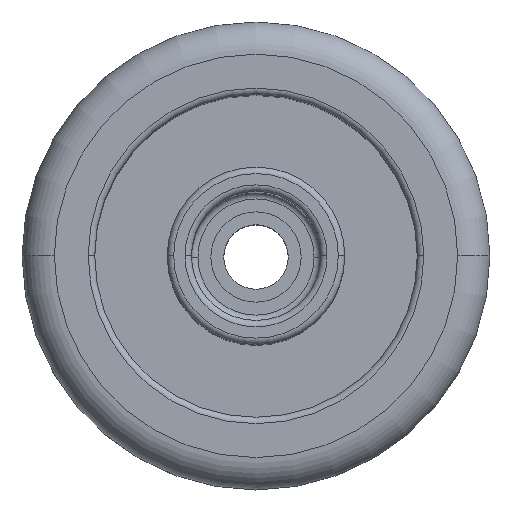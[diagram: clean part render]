
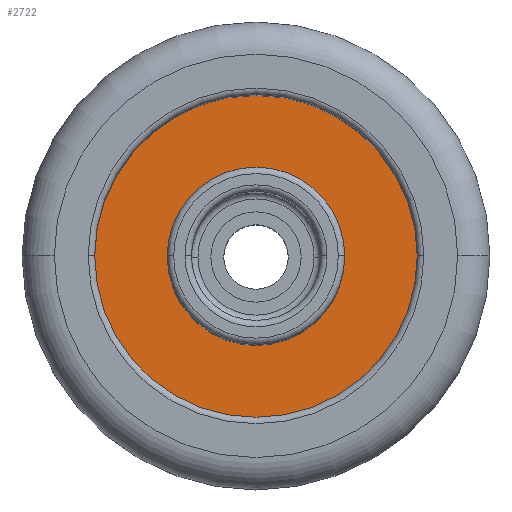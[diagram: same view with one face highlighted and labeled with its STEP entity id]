
A CAD part, top view. The second image highlights one B-rep face of the part: STEP entity #2722.
In plain terms, the highlighted planar face has unit normal (0, 0, 1).
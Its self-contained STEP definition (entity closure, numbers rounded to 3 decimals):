
#10 = CARTESIAN_POINT ( 'NONE',  ( 0., 0., -12. ) ) ;
#51 = AXIS2_PLACEMENT_3D ( 'NONE', #2709, #2702, #2693 ) ;
#53 = AXIS2_PLACEMENT_3D ( 'NONE', #2754, #2751, #2744 ) ;
#228 = AXIS2_PLACEMENT_3D ( 'NONE', #4321, #4317, #4307 ) ;
#240 = AXIS2_PLACEMENT_3D ( 'NONE', #4396, #4394, #4388 ) ;
#469 = CARTESIAN_POINT ( 'NONE',  ( 5., 0., -12. ) ) ;
#731 = VERTEX_POINT ( 'NONE', #2610 ) ;
#1672 = FACE_BOUND ( 'NONE', #3988, .T. ) ;
#1700 = FACE_OUTER_BOUND ( 'NONE', #1797, .T. ) ;
#1797 = EDGE_LOOP ( 'NONE', ( #2825, #2827 ) ) ;
#1809 = AXIS2_PLACEMENT_3D ( 'NONE', #10, #3576, #2053 ) ;
#2053 = DIRECTION ( 'NONE',  ( 1., 0., 0. ) ) ;
#2297 = CARTESIAN_POINT ( 'NONE',  ( -2.75, 0., -12. ) ) ;
#2610 = CARTESIAN_POINT ( 'NONE',  ( -5., 0., -12. ) ) ;
#2693 = DIRECTION ( 'NONE',  ( 1., 0., 0. ) ) ;
#2702 = DIRECTION ( 'NONE',  ( 0., 0., 1. ) ) ;
#2709 = CARTESIAN_POINT ( 'NONE',  ( 0., 0., -12. ) ) ;
#2722 = ADVANCED_FACE ( 'NONE', ( #1672, #1700 ), #3581, .T. ) ;
#2744 = DIRECTION ( 'NONE',  ( 1., 0., 0. ) ) ;
#2751 = DIRECTION ( 'NONE',  ( 0., 0., 1. ) ) ;
#2754 = CARTESIAN_POINT ( 'NONE',  ( 0., 0., -12. ) ) ;
#2813 = ORIENTED_EDGE ( 'NONE', *, *, #4764, .F. ) ;
#2820 = ORIENTED_EDGE ( 'NONE', *, *, #5121, .F. ) ;
#2825 = ORIENTED_EDGE ( 'NONE', *, *, #5111, .T. ) ;
#2827 = ORIENTED_EDGE ( 'NONE', *, *, #4784, .T. ) ;
#2902 = VERTEX_POINT ( 'NONE', #469 ) ;
#2973 = CARTESIAN_POINT ( 'NONE',  ( 2.75, 0., -12. ) ) ;
#3576 = DIRECTION ( 'NONE',  ( 0., 0., 1. ) ) ;
#3581 = PLANE ( 'NONE',  #1809 ) ;
#3919 = CIRCLE ( 'NONE', #51, 2.75 ) ;
#3922 = CIRCLE ( 'NONE', #53, 5. ) ;
#3988 = EDGE_LOOP ( 'NONE', ( #2813, #2820 ) ) ;
#4270 = CIRCLE ( 'NONE', #228, 5. ) ;
#4295 = CIRCLE ( 'NONE', #240, 2.75 ) ;
#4307 = DIRECTION ( 'NONE',  ( 1., 0., 0. ) ) ;
#4317 = DIRECTION ( 'NONE',  ( 0., 0., 1. ) ) ;
#4321 = CARTESIAN_POINT ( 'NONE',  ( 0., 0., -12. ) ) ;
#4388 = DIRECTION ( 'NONE',  ( 1., 0., 0. ) ) ;
#4394 = DIRECTION ( 'NONE',  ( 0., 0., 1. ) ) ;
#4396 = CARTESIAN_POINT ( 'NONE',  ( 0., 0., -12. ) ) ;
#4764 = EDGE_CURVE ( 'NONE', #5093, #5218, #4295, .T. ) ;
#4784 = EDGE_CURVE ( 'NONE', #731, #2902, #4270, .T. ) ;
#5093 = VERTEX_POINT ( 'NONE', #2973 ) ;
#5111 = EDGE_CURVE ( 'NONE', #2902, #731, #3922, .T. ) ;
#5121 = EDGE_CURVE ( 'NONE', #5218, #5093, #3919, .T. ) ;
#5218 = VERTEX_POINT ( 'NONE', #2297 ) ;
